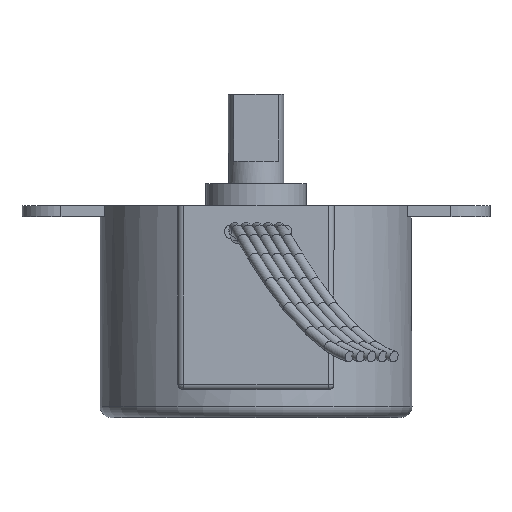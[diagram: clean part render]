
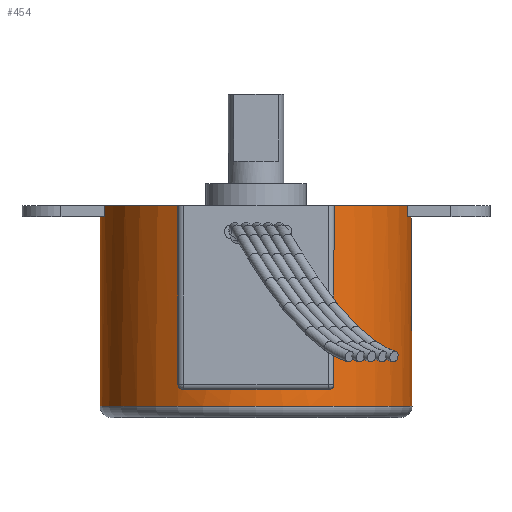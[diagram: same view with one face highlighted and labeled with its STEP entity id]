
A CAD part, front view. The second image highlights one B-rep face of the part: STEP entity #454.
In plain terms, the highlighted cylindrical face has radius 14 mm (diameter 28 mm), a full revolution.
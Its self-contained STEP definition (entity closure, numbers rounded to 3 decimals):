
#454=ADVANCED_FACE('',(#713,#714),#579,.T.);
#579=CYLINDRICAL_SURFACE('',#1883,14.);
#597=B_SPLINE_CURVE_WITH_KNOTS('',3,(#2690,#2691,#2692,#2693,#2694,#2695,
#2696,#2697,#2698,#2699,#2700,#2701,#2702,#2703,#2704,#2705),
 .UNSPECIFIED.,.F.,.F.,(4,3,3,3,3,4),(0.,0.181,0.362,
0.553,0.768,1.),.UNSPECIFIED.);
#598=B_SPLINE_CURVE_WITH_KNOTS('',3,(#2709,#2710,#2711,#2712,#2713,#2714,
#2715,#2716,#2717,#2718,#2719,#2720,#2721,#2722,#2723,#2724),
 .UNSPECIFIED.,.F.,.F.,(4,3,3,3,3,4),(0.,0.253,0.507,
0.746,0.951,1.),.UNSPECIFIED.);
#599=LINE('',#2667,#656);
#600=LINE('',#2672,#657);
#601=LINE('',#2676,#658);
#602=LINE('',#2680,#659);
#603=LINE('',#2684,#660);
#604=LINE('',#2688,#661);
#656=VECTOR('',#2123,1.);
#657=VECTOR('',#2126,1.);
#658=VECTOR('',#2129,1.);
#659=VECTOR('',#2132,1.);
#660=VECTOR('',#2135,1.);
#661=VECTOR('',#2138,1.);
#713=FACE_BOUND('',#875,.T.);
#714=FACE_BOUND('',#876,.T.);
#875=EDGE_LOOP('',(#1082));
#876=EDGE_LOOP('',(#1083,#1084,#1085,#1086,#1087,#1088,#1089,#1090,#1091,
#1092,#1093,#1094,#1095,#1096));
#1082=ORIENTED_EDGE('',*,*,#1580,.T.);
#1083=ORIENTED_EDGE('',*,*,#1581,.F.);
#1084=ORIENTED_EDGE('',*,*,#1582,.T.);
#1085=ORIENTED_EDGE('',*,*,#1583,.T.);
#1086=ORIENTED_EDGE('',*,*,#1584,.T.);
#1087=ORIENTED_EDGE('',*,*,#1585,.T.);
#1088=ORIENTED_EDGE('',*,*,#1586,.T.);
#1089=ORIENTED_EDGE('',*,*,#1587,.T.);
#1090=ORIENTED_EDGE('',*,*,#1588,.T.);
#1091=ORIENTED_EDGE('',*,*,#1589,.T.);
#1092=ORIENTED_EDGE('',*,*,#1590,.T.);
#1093=ORIENTED_EDGE('',*,*,#1591,.F.);
#1094=ORIENTED_EDGE('',*,*,#1592,.T.);
#1095=ORIENTED_EDGE('',*,*,#1593,.T.);
#1096=ORIENTED_EDGE('',*,*,#1594,.T.);
#1436=VERTEX_POINT('',#2666);
#1437=VERTEX_POINT('',#2668);
#1438=VERTEX_POINT('',#2669);
#1439=VERTEX_POINT('',#2671);
#1440=VERTEX_POINT('',#2673);
#1441=VERTEX_POINT('',#2675);
#1442=VERTEX_POINT('',#2677);
#1443=VERTEX_POINT('',#2679);
#1444=VERTEX_POINT('',#2681);
#1445=VERTEX_POINT('',#2683);
#1446=VERTEX_POINT('',#2685);
#1447=VERTEX_POINT('',#2687);
#1448=VERTEX_POINT('',#2689);
#1449=VERTEX_POINT('',#2706);
#1450=VERTEX_POINT('',#2708);
#1580=EDGE_CURVE('',#1436,#1436,#1757,.T.);
#1581=EDGE_CURVE('',#1437,#1438,#599,.T.);
#1582=EDGE_CURVE('',#1437,#1439,#1758,.T.);
#1583=EDGE_CURVE('',#1439,#1440,#600,.T.);
#1584=EDGE_CURVE('',#1440,#1441,#1759,.T.);
#1585=EDGE_CURVE('',#1441,#1442,#601,.T.);
#1586=EDGE_CURVE('',#1442,#1443,#1760,.T.);
#1587=EDGE_CURVE('',#1443,#1444,#602,.T.);
#1588=EDGE_CURVE('',#1444,#1445,#1761,.T.);
#1589=EDGE_CURVE('',#1445,#1446,#603,.T.);
#1590=EDGE_CURVE('',#1446,#1447,#1762,.T.);
#1591=EDGE_CURVE('',#1448,#1447,#604,.T.);
#1592=EDGE_CURVE('',#1448,#1449,#597,.T.);
#1593=EDGE_CURVE('',#1449,#1450,#1763,.T.);
#1594=EDGE_CURVE('',#1450,#1438,#598,.T.);
#1757=CIRCLE('',#1876,14.);
#1758=CIRCLE('',#1877,14.);
#1759=CIRCLE('',#1878,14.);
#1760=CIRCLE('',#1879,14.);
#1761=CIRCLE('',#1880,14.);
#1762=CIRCLE('',#1881,14.);
#1763=CIRCLE('',#1882,14.);
#1876=AXIS2_PLACEMENT_3D('',#2665,#2121,#2122);
#1877=AXIS2_PLACEMENT_3D('',#2670,#2124,#2125);
#1878=AXIS2_PLACEMENT_3D('',#2674,#2127,#2128);
#1879=AXIS2_PLACEMENT_3D('',#2678,#2130,#2131);
#1880=AXIS2_PLACEMENT_3D('',#2682,#2133,#2134);
#1881=AXIS2_PLACEMENT_3D('',#2686,#2136,#2137);
#1882=AXIS2_PLACEMENT_3D('',#2707,#2139,#2140);
#1883=AXIS2_PLACEMENT_3D('',#2725,#2141,#2142);
#2121=DIRECTION('',(0.,0.,1.));
#2122=DIRECTION('',(-1.,0.,0.));
#2123=DIRECTION('',(0.,0.,-1.));
#2124=DIRECTION('',(0.,0.,-1.));
#2125=DIRECTION('',(1.,0.,0.));
#2126=DIRECTION('',(0.,0.,-1.));
#2127=DIRECTION('',(0.,0.,-1.));
#2128=DIRECTION('',(1.,0.,0.));
#2129=DIRECTION('',(0.,0.,1.));
#2130=DIRECTION('',(0.,0.,-1.));
#2131=DIRECTION('',(1.,0.,0.));
#2132=DIRECTION('',(0.,0.,-1.));
#2133=DIRECTION('',(0.,0.,-1.));
#2134=DIRECTION('',(1.,0.,0.));
#2135=DIRECTION('',(0.,0.,1.));
#2136=DIRECTION('',(0.,0.,-1.));
#2137=DIRECTION('',(1.,0.,0.));
#2138=DIRECTION('',(0.,0.,1.));
#2139=DIRECTION('',(0.,0.,-1.));
#2140=DIRECTION('',(1.,0.,0.));
#2141=DIRECTION('',(0.,0.,-1.));
#2142=DIRECTION('',(-1.,0.,0.));
#2665=CARTESIAN_POINT('',(0.,0.,-18.));
#2666=CARTESIAN_POINT('',(-14.,0.,-18.));
#2667=CARTESIAN_POINT('',(-7.,-12.124,0.));
#2668=CARTESIAN_POINT('',(-7.,-12.124,0.));
#2669=CARTESIAN_POINT('',(-7.,-12.124,-16.));
#2670=CARTESIAN_POINT('',(0.,0.,0.));
#2671=CARTESIAN_POINT('',(-13.555,-3.5,0.));
#2672=CARTESIAN_POINT('',(-13.555,-3.5,0.));
#2673=CARTESIAN_POINT('',(-13.555,-3.5,-1.));
#2674=CARTESIAN_POINT('',(0.,0.,-1.));
#2675=CARTESIAN_POINT('',(-13.555,3.5,-1.));
#2676=CARTESIAN_POINT('',(-13.555,3.5,0.));
#2677=CARTESIAN_POINT('',(-13.555,3.5,0.));
#2678=CARTESIAN_POINT('',(0.,0.,0.));
#2679=CARTESIAN_POINT('',(13.555,3.5,0.));
#2680=CARTESIAN_POINT('',(13.555,3.5,0.));
#2681=CARTESIAN_POINT('',(13.555,3.5,-1.));
#2682=CARTESIAN_POINT('',(0.,0.,-1.));
#2683=CARTESIAN_POINT('',(13.555,-3.5,-1.));
#2684=CARTESIAN_POINT('',(13.555,-3.5,0.));
#2685=CARTESIAN_POINT('',(13.555,-3.5,0.));
#2686=CARTESIAN_POINT('',(0.,0.,0.));
#2687=CARTESIAN_POINT('',(7.,-12.124,0.));
#2688=CARTESIAN_POINT('',(7.,-12.124,0.));
#2689=CARTESIAN_POINT('',(7.,-12.124,-16.));
#2690=CARTESIAN_POINT('',(7.,-12.124,-16.));
#2691=CARTESIAN_POINT('',(7.,-12.124,-16.051));
#2692=CARTESIAN_POINT('',(6.992,-12.129,-16.102));
#2693=CARTESIAN_POINT('',(6.977,-12.138,-16.15));
#2694=CARTESIAN_POINT('',(6.962,-12.146,-16.197));
#2695=CARTESIAN_POINT('',(6.94,-12.159,-16.242));
#2696=CARTESIAN_POINT('',(6.913,-12.174,-16.282));
#2697=CARTESIAN_POINT('',(6.884,-12.19,-16.324));
#2698=CARTESIAN_POINT('',(6.85,-12.21,-16.361));
#2699=CARTESIAN_POINT('',(6.811,-12.231,-16.391));
#2700=CARTESIAN_POINT('',(6.768,-12.255,-16.426));
#2701=CARTESIAN_POINT('',(6.72,-12.282,-16.452));
#2702=CARTESIAN_POINT('',(6.669,-12.309,-16.47));
#2703=CARTESIAN_POINT('',(6.615,-12.339,-16.49));
#2704=CARTESIAN_POINT('',(6.557,-12.37,-16.5));
#2705=CARTESIAN_POINT('',(6.5,-12.4,-16.5));
#2706=CARTESIAN_POINT('',(6.5,-12.4,-16.5));
#2707=CARTESIAN_POINT('',(0.,0.,-16.5));
#2708=CARTESIAN_POINT('',(-6.5,-12.4,-16.5));
#2709=CARTESIAN_POINT('',(-6.5,-12.4,-16.5));
#2710=CARTESIAN_POINT('',(-6.563,-12.367,-16.5));
#2711=CARTESIAN_POINT('',(-6.626,-12.333,-16.488));
#2712=CARTESIAN_POINT('',(-6.684,-12.301,-16.465));
#2713=CARTESIAN_POINT('',(-6.743,-12.269,-16.441));
#2714=CARTESIAN_POINT('',(-6.799,-12.238,-16.406));
#2715=CARTESIAN_POINT('',(-6.846,-12.212,-16.361));
#2716=CARTESIAN_POINT('',(-6.891,-12.187,-16.318));
#2717=CARTESIAN_POINT('',(-6.929,-12.165,-16.265));
#2718=CARTESIAN_POINT('',(-6.955,-12.15,-16.206));
#2719=CARTESIAN_POINT('',(-6.978,-12.137,-16.155));
#2720=CARTESIAN_POINT('',(-6.994,-12.128,-16.099));
#2721=CARTESIAN_POINT('',(-6.998,-12.125,-16.041));
#2722=CARTESIAN_POINT('',(-6.999,-12.125,-16.028));
#2723=CARTESIAN_POINT('',(-7.,-12.124,-16.014));
#2724=CARTESIAN_POINT('',(-7.,-12.124,-16.));
#2725=CARTESIAN_POINT('',(0.,0.,0.));
